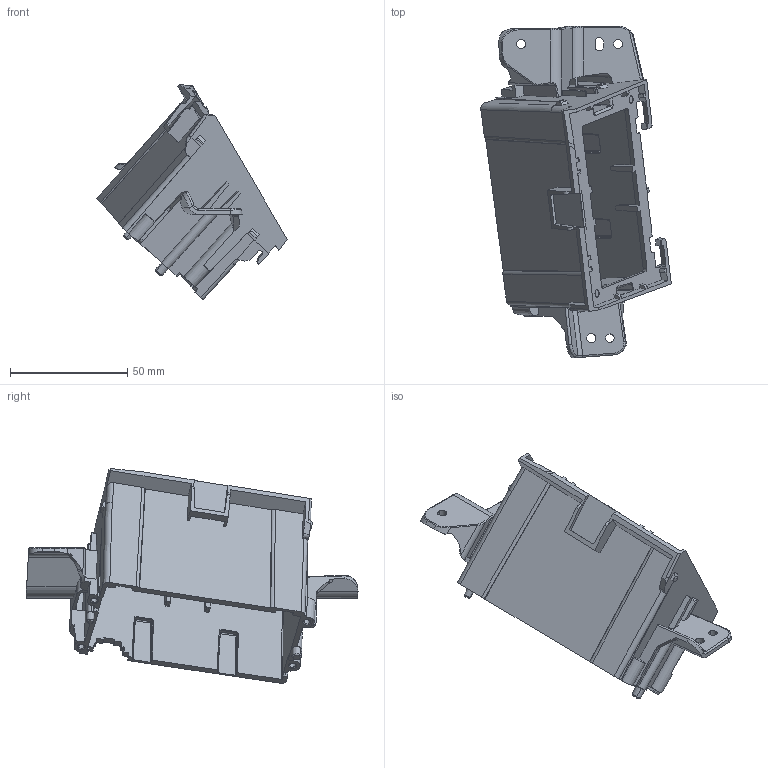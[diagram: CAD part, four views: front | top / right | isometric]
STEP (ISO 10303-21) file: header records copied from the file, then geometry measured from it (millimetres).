
FILE_DESCRIPTION(('CATIA V5 STEP Exchange','CAx-IF Rec.Pracs.--- Model Styling and Organization---1.4--- 2014-01-23','CAx-IF Rec.Pracs.---User Defined Attributes---1.3---2014-10-09','CAx-IF Rec.Pracs.--- Geometric and Assembly Validation Properties ---4.2---2014-10-09'),'2;1');
FILE_NAME('3.1inch_backlight_moudle.stp','2023-08-30T06:31:46+00:00',('none'),('none'),'CATIA Version 5-6 Release 2017','CATIA V5 STEP AP214','none');
FILE_SCHEMA(('AUTOMOTIVE_DESIGN { 1 0 10303 214 1 1 1 1 }'));
Length unit declared in the file: millimetre
Products named in the file (1): 3.1inch_backlight_moudle
Bounding box: 81.35 x 141.75 x 91.79 mm (x, y, z)
Volume: 55050.8 mm3; surface area: 43767.6 mm2
Topology: 1 solids, 1 shells, 700 faces, 2052 edges, 1341 vertices
Faces by surface type: plane 385, cylinder 201, bspline 65, cone 23, sphere 16, extrusion 10
Entity records: 28121 total; most frequent: CARTESIAN_POINT 11052, ORIENTED_EDGE 4072, DIRECTION 2499, EDGE_CURVE 2036, VERTEX_POINT 1341, VECTOR 1322, LINE 1312, EDGE_LOOP 717
